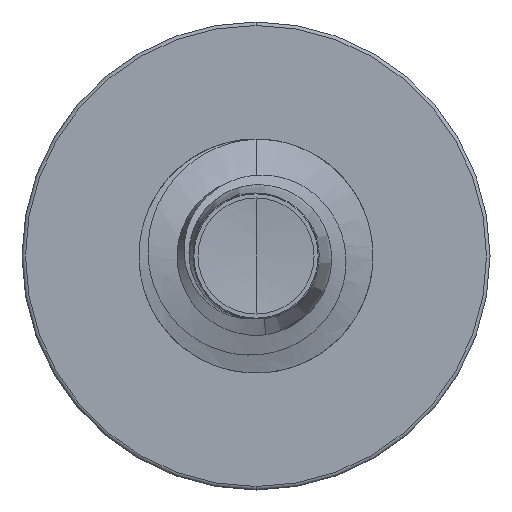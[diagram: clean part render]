
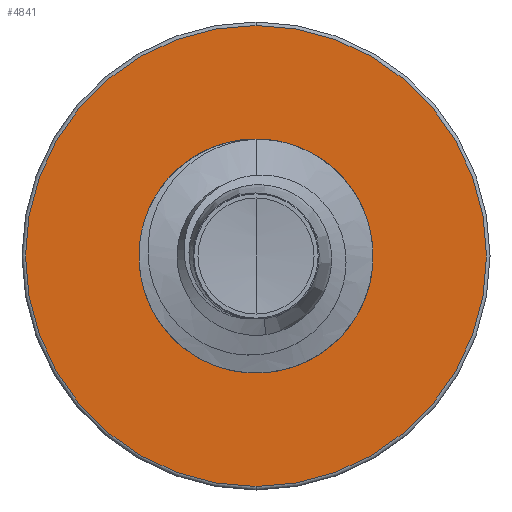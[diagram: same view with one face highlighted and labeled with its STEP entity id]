
A CAD part, front view. The second image highlights one B-rep face of the part: STEP entity #4841.
In plain terms, the highlighted planar face has unit normal (0, -1, 0).
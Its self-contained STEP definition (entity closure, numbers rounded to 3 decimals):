
#116 = AXIS2_PLACEMENT_3D ( 'NONE', #9734, #11617, #5941 ) ;
#480 = ORIENTED_EDGE ( 'NONE', *, *, #7823, .F. ) ;
#1133 = PLANE ( 'NONE',  #116 ) ;
#1287 = FACE_BOUND ( 'NONE', #9816, .T. ) ;
#1581 = CARTESIAN_POINT ( 'NONE',  ( 0., 10., -4.925 ) ) ;
#1646 = DIRECTION ( 'NONE',  ( 0., 1., 0. ) ) ;
#1873 = CIRCLE ( 'NONE', #11798, 2.415 ) ;
#1878 = FACE_OUTER_BOUND ( 'NONE', #8439, .T. ) ;
#1915 = VERTEX_POINT ( 'NONE', #1581 ) ;
#1916 = DIRECTION ( 'NONE',  ( 0., 1., 0. ) ) ;
#2069 = CARTESIAN_POINT ( 'NONE',  ( 0., 10., 2.415 ) ) ;
#2196 = CIRCLE ( 'NONE', #3865, 4.925 ) ;
#2627 = CARTESIAN_POINT ( 'NONE',  ( 0., 10., -2.415 ) ) ;
#3865 = AXIS2_PLACEMENT_3D ( 'NONE', #7371, #1646, #8318 ) ;
#4439 = EDGE_CURVE ( 'NONE', #8446, #1915, #2196, .T. ) ;
#4841 = ADVANCED_FACE ( 'NONE', ( #1878, #1287 ), #1133, .F. ) ;
#5162 = CARTESIAN_POINT ( 'NONE',  ( 0., 10., 0. ) ) ;
#5438 = CARTESIAN_POINT ( 'NONE',  ( 0., 10., 0. ) ) ;
#5719 = CARTESIAN_POINT ( 'NONE',  ( 0., 10., 4.925 ) ) ;
#5941 = DIRECTION ( 'NONE',  ( 0., 0., 1. ) ) ;
#6155 = DIRECTION ( 'NONE',  ( 0., 0., 1. ) ) ;
#6429 = DIRECTION ( 'NONE',  ( 0., 0., 1. ) ) ;
#6547 = ORIENTED_EDGE ( 'NONE', *, *, #7336, .T. ) ;
#6861 = EDGE_CURVE ( 'NONE', #10166, #8833, #1873, .T. ) ;
#7140 = AXIS2_PLACEMENT_3D ( 'NONE', #7634, #1916, #8580 ) ;
#7336 = EDGE_CURVE ( 'NONE', #8833, #10166, #8283, .T. ) ;
#7371 = CARTESIAN_POINT ( 'NONE',  ( 0., 10., 0. ) ) ;
#7501 = ORIENTED_EDGE ( 'NONE', *, *, #6861, .T. ) ;
#7634 = CARTESIAN_POINT ( 'NONE',  ( 0., 10., 0. ) ) ;
#7823 = EDGE_CURVE ( 'NONE', #1915, #8446, #11821, .T. ) ;
#8283 = CIRCLE ( 'NONE', #7140, 2.415 ) ;
#8318 = DIRECTION ( 'NONE',  ( 0., 0., 1. ) ) ;
#8439 = EDGE_LOOP ( 'NONE', ( #8730, #480 ) ) ;
#8446 = VERTEX_POINT ( 'NONE', #5719 ) ;
#8580 = DIRECTION ( 'NONE',  ( 0., 0., 1. ) ) ;
#8730 = ORIENTED_EDGE ( 'NONE', *, *, #4439, .F. ) ;
#8833 = VERTEX_POINT ( 'NONE', #2627 ) ;
#9734 = CARTESIAN_POINT ( 'NONE',  ( 0., 10., -2.415 ) ) ;
#9816 = EDGE_LOOP ( 'NONE', ( #7501, #6547 ) ) ;
#10166 = VERTEX_POINT ( 'NONE', #2069 ) ;
#10321 = AXIS2_PLACEMENT_3D ( 'NONE', #5162, #11818, #6155 ) ;
#11617 = DIRECTION ( 'NONE',  ( 0., 1., 0. ) ) ;
#11798 = AXIS2_PLACEMENT_3D ( 'NONE', #5438, #12097, #6429 ) ;
#11818 = DIRECTION ( 'NONE',  ( 0., 1., 0. ) ) ;
#11821 = CIRCLE ( 'NONE', #10321, 4.925 ) ;
#12097 = DIRECTION ( 'NONE',  ( 0., 1., 0. ) ) ;
